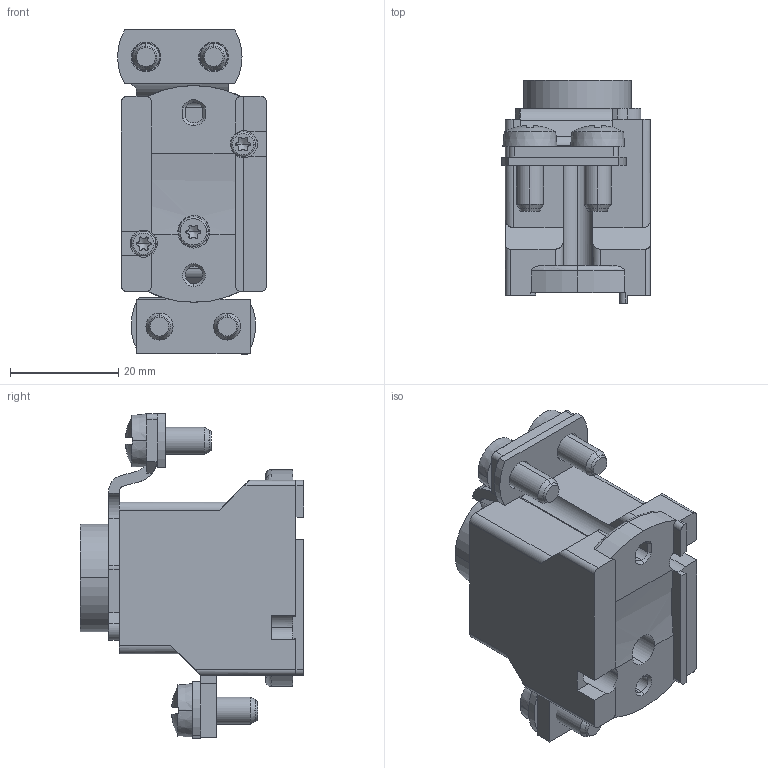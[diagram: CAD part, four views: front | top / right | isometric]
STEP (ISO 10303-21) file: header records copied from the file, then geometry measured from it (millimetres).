
FILE_DESCRIPTION((''),'2;1');
FILE_NAME('002222011_D02_E18_63A_N-K-1P_ASM','2021-05-12T',('marketing.praksa'),('Audax d.o.o.'),'CREO PARAMETRIC BY PTC INC, 2017480','CREO PARAMETRIC BY PTC INC, 2017480','');
FILE_SCHEMA(('AUTOMOTIVE_DESIGN { 1 0 10303 214 1 1 1 1 }'));
Products named in the file (14): E18_NOVJA_1_1_1_1_2_3_1; ASDFDSH_ASM_1_1_ASM_1_1_2_ASM_1_ASM; CLICK-ON_ASM_1_1_ASM_1_1_2_ASM__ASM; KOVINA_2XM5_1_1_1_1_2_3_1; COPPER_ASM_1_1_ASM_1_1_2_ASM_1_ASM; 0000060159_1_1_1_2_1_1_2_1; M5-SCREW_ASM_1_1_ASM_1_1_2_ASM__ASM; UN_M5_1_1_1_1_2_3_1; UN-SCR_ASM_1_1_ASM_1_1_2_ASM_1_ASM; 0000059957_1_1_1_1_1_1_2_3_1; 0000059956_1_1_1_1_1_1_2_3_1; PRT9526; WL-BASE-123; 002222011_D02_E18_63A_N-K-1P_ASM
Assembly tree (18 placements, depth 3):
  002222011_D02_E18_63A_N-K-1P_ASM
    ASDFDSH_ASM_1_1_ASM_1_1_2_ASM_1_ASM
      E18_NOVJA_1_1_1_1_2_3_1
    CLICK-ON_ASM_1_1_ASM_1_1_2_ASM__ASM
    COPPER_ASM_1_1_ASM_1_1_2_ASM_1_ASM
      KOVINA_2XM5_1_1_1_1_2_3_1
    M5-SCREW_ASM_1_1_ASM_1_1_2_ASM__ASM
      0000060159_1_1_1_2_1_1_2_1  x4
    UN-SCR_ASM_1_1_ASM_1_1_2_ASM_1_ASM
      UN_M5_1_1_1_1_2_3_1  x2
    0000059957_1_1_1_1_1_1_2_3_1  x2
    0000059956_1_1_1_1_1_1_2_3_1
    PRT9526
    WL-BASE-123
Bounding box: 27.5 x 41.2 x 59.9 mm (x, y, z)
Volume: 24261 mm3; surface area: 16071.9 mm2
Topology: 15 solids, 19 shells, 656 faces, 1866 edges, 1240 vertices
Faces by surface type: plane 335, cylinder 210, cone 79, torus 24, sphere 8
Entity records: 22535 total; most frequent: CARTESIAN_POINT 3710, DIRECTION 2639, ORIENTED_EDGE 2606, PRESENTATION_STYLE_ASSIGNMENT 1350, STYLED_ITEM 1350, EDGE_CURVE 1306, AXIS2_PLACEMENT_3D 964, CURVE_STYLE 933
